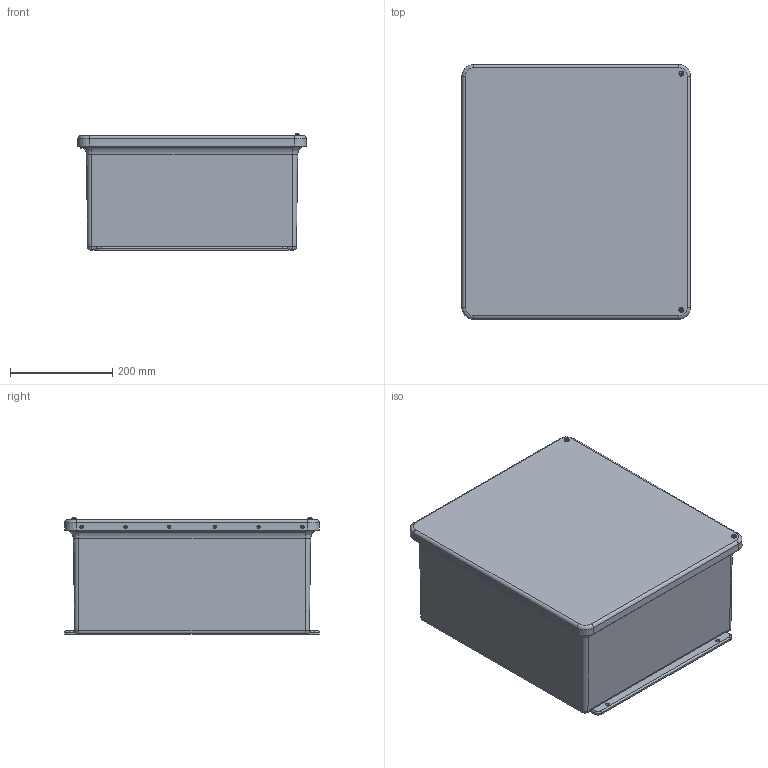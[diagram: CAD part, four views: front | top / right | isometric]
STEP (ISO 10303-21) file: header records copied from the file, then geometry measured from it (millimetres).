
FILE_DESCRIPTION(/* description */ (''),/* implementation_level */ '2;1');
FILE_NAME(/* name */ 'HW-WHJ181608CHSC.stp',/* time_stamp */ '2014-04-08T08:28:56-05:00',/* author */ ('jtigges'),/* organization */ (''),/* preprocessor_version */ 'ST-DEVELOPER v15.2',/* originating_system */ 'Autodesk Inventor 2014',/* authorisation */ '');
FILE_SCHEMA (('AUTOMOTIVE_DESIGN { 1 0 10303 214 3 1 1 }'));
Length unit declared in the file: inch
Products named in the file (18): J1816HW_1; RMINS45821P_69; RMINS45821P_70; RMINS45821P_71; RMINS45821P_72; RMINS45821P_73; RMINS45821P_74; J1816BHW; RMHINGCOV17; RMHINGPIN17; RMHINGBOX17; RMHING17; J1816HWCVR; GASKET_1816; WP1816HWU; RMSC10X063PHCPH; RMRIV43; WH-J1816HW_STP
Bounding box: 448.11 x 498.48 x 227.5 mm (x, y, z)
Volume: 4254299.2 mm3; surface area: 1740901.4 mm2
Topology: 26 solids, 26 shells, 945 faces, 2411 edges, 1549 vertices
Faces by surface type: plane 369, cylinder 367, cone 133, torus 40, bspline 32, sphere 4
Full cylindrical faces by diameter (mm): 2.159 x71, 3.175 x12, 3.327 x12, 3.556 x12, 3.683 x2, 3.861 x5, 3.962 x7, 3.967 x40, 4.826 x40, 5.537 x4, 6.35 x12, 6.858 x6
Entity records: 24753 total; most frequent: CARTESIAN_POINT 5485, DIRECTION 4104, ORIENTED_EDGE 3532, EDGE_CURVE 1766, AXIS2_PLACEMENT_3D 1575, VERTEX_POINT 1254, EDGE_LOOP 1206, LINE 954
